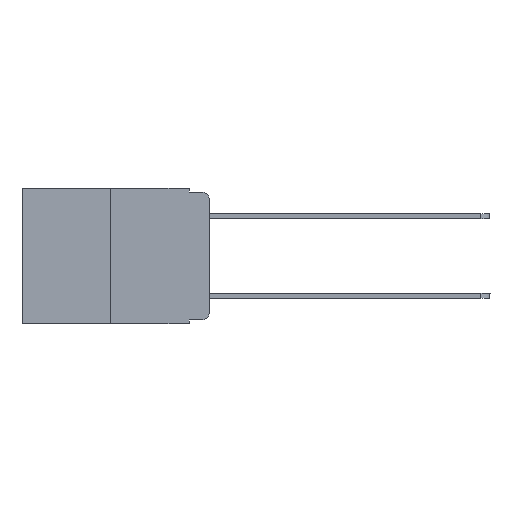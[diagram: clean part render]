
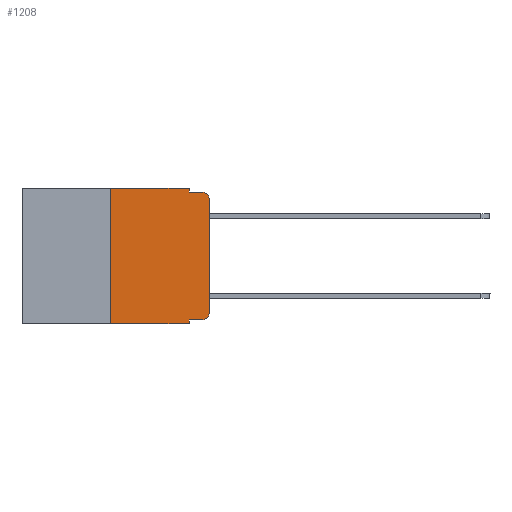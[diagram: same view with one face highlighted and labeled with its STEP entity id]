
A CAD part, left-side view. The second image highlights one B-rep face of the part: STEP entity #1208.
In plain terms, the highlighted planar face has unit normal (-1, 0, 0).
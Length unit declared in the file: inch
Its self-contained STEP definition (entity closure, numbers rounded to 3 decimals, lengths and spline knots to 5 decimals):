
#189 = DIRECTION ( 'NONE',  ( 0., 0., 1. ) ) ;
#673 = EDGE_CURVE ( 'NONE', #13807, #10128, #5447, .T. ) ;
#740 = VECTOR ( 'NONE', #9978, 39.37008 ) ;
#795 = LINE ( 'NONE', #941, #9290 ) ;
#941 = CARTESIAN_POINT ( 'NONE',  ( 0., 0.051, 0. ) ) ;
#964 = CARTESIAN_POINT ( 'NONE',  ( 0., 0.473, 0. ) ) ;
#1036 = DIRECTION ( 'NONE',  ( 1., 0., 0. ) ) ;
#1208 = ADVANCED_FACE ( 'NONE', ( #12534 ), #9252, .F. ) ;
#1281 = DIRECTION ( 'NONE',  ( 0., 0., -1. ) ) ;
#1512 = DIRECTION ( 'NONE',  ( 0., 0., -1. ) ) ;
#1776 = VERTEX_POINT ( 'NONE', #3671 ) ;
#1787 = EDGE_CURVE ( 'NONE', #4876, #2103, #3423, .T. ) ;
#1793 = EDGE_CURVE ( 'NONE', #13884, #4876, #6140, .T. ) ;
#1898 = DIRECTION ( 'NONE',  ( 0., 0., -1. ) ) ;
#1948 = VERTEX_POINT ( 'NONE', #4483 ) ;
#2103 = VERTEX_POINT ( 'NONE', #8162 ) ;
#2104 = LINE ( 'NONE', #10127, #11592 ) ;
#2421 = AXIS2_PLACEMENT_3D ( 'NONE', #964, #1036, #11274 ) ;
#2733 = VECTOR ( 'NONE', #12284, 39.37008 ) ;
#2768 = ORIENTED_EDGE ( 'NONE', *, *, #3476, .T. ) ;
#2888 = EDGE_CURVE ( 'NONE', #9505, #11657, #11630, .T. ) ;
#3216 = ORIENTED_EDGE ( 'NONE', *, *, #3532, .T. ) ;
#3423 = CIRCLE ( 'NONE', #5346, 0.02 ) ;
#3476 = EDGE_CURVE ( 'NONE', #9505, #4324, #2104, .T. ) ;
#3532 = EDGE_CURVE ( 'NONE', #2103, #1776, #6816, .T. ) ;
#3671 = CARTESIAN_POINT ( 'NONE',  ( 0., 0., -0.03 ) ) ;
#3963 = CARTESIAN_POINT ( 'NONE',  ( 0., 0.25, 0. ) ) ;
#4324 = VERTEX_POINT ( 'NONE', #9169 ) ;
#4483 = CARTESIAN_POINT ( 'NONE',  ( 0., 0.02, -0.01 ) ) ;
#4618 = EDGE_CURVE ( 'NONE', #10128, #1948, #8554, .T. ) ;
#4801 = DIRECTION ( 'NONE',  ( -1., 0., 0. ) ) ;
#4851 = DIRECTION ( 'NONE',  ( -1., 0., 0. ) ) ;
#4876 = VERTEX_POINT ( 'NONE', #8237 ) ;
#4981 = DIRECTION ( 'NONE',  ( 0., -1., 0. ) ) ;
#5154 = ORIENTED_EDGE ( 'NONE', *, *, #10838, .F. ) ;
#5346 = AXIS2_PLACEMENT_3D ( 'NONE', #8401, #4801, #7198 ) ;
#5399 = CARTESIAN_POINT ( 'NONE',  ( 0., 0.051, -0.01 ) ) ;
#5447 = LINE ( 'NONE', #12485, #10032 ) ;
#5786 = ORIENTED_EDGE ( 'NONE', *, *, #1793, .T. ) ;
#5930 = CARTESIAN_POINT ( 'NONE',  ( 0., 0.25, 0. ) ) ;
#5957 = CARTESIAN_POINT ( 'NONE',  ( 0., 0.473, 0. ) ) ;
#6067 = EDGE_LOOP ( 'NONE', ( #3216, #6800, #12846, #8149, #13604, #9014, #2768, #5154, #5786, #7183 ) ) ;
#6140 = LINE ( 'NONE', #8104, #6537 ) ;
#6537 = VECTOR ( 'NONE', #10740, 39.37008 ) ;
#6800 = ORIENTED_EDGE ( 'NONE', *, *, #13259, .T. ) ;
#6816 = LINE ( 'NONE', #11386, #2733 ) ;
#7183 = ORIENTED_EDGE ( 'NONE', *, *, #1787, .T. ) ;
#7198 = DIRECTION ( 'NONE',  ( 0., 0., -1. ) ) ;
#7245 = CARTESIAN_POINT ( 'NONE',  ( 0., 0.02, -0.03 ) ) ;
#7567 = VECTOR ( 'NONE', #4981, 39.37008 ) ;
#8104 = CARTESIAN_POINT ( 'NONE',  ( 0., 0.051, -0.333 ) ) ;
#8149 = ORIENTED_EDGE ( 'NONE', *, *, #673, .F. ) ;
#8162 = CARTESIAN_POINT ( 'NONE',  ( 0., 0., -0.313 ) ) ;
#8237 = CARTESIAN_POINT ( 'NONE',  ( 0., 0.02, -0.333 ) ) ;
#8401 = CARTESIAN_POINT ( 'NONE',  ( 0., 0.02, -0.313 ) ) ;
#8554 = LINE ( 'NONE', #5399, #740 ) ;
#8832 = DIRECTION ( 'NONE',  ( 0., -1., 0. ) ) ;
#8955 = EDGE_CURVE ( 'NONE', #11657, #13807, #13057, .T. ) ;
#9014 = ORIENTED_EDGE ( 'NONE', *, *, #2888, .F. ) ;
#9169 = CARTESIAN_POINT ( 'NONE',  ( 0., 0.051, -0.343 ) ) ;
#9252 = PLANE ( 'NONE',  #2421 ) ;
#9290 = VECTOR ( 'NONE', #1898, 39.37008 ) ;
#9505 = VERTEX_POINT ( 'NONE', #9766 ) ;
#9710 = CARTESIAN_POINT ( 'NONE',  ( 0., 0.051, 0. ) ) ;
#9766 = CARTESIAN_POINT ( 'NONE',  ( 0., 0.25, -0.343 ) ) ;
#9799 = CIRCLE ( 'NONE', #12163, 0.02 ) ;
#9978 = DIRECTION ( 'NONE',  ( 0., -1., 0. ) ) ;
#10032 = VECTOR ( 'NONE', #1281, 39.37008 ) ;
#10127 = CARTESIAN_POINT ( 'NONE',  ( 0., 0.473, -0.343 ) ) ;
#10128 = VERTEX_POINT ( 'NONE', #10324 ) ;
#10324 = CARTESIAN_POINT ( 'NONE',  ( 0., 0.051, -0.01 ) ) ;
#10740 = DIRECTION ( 'NONE',  ( 0., -1., 0. ) ) ;
#10838 = EDGE_CURVE ( 'NONE', #13884, #4324, #795, .T. ) ;
#11274 = DIRECTION ( 'NONE',  ( 0., 0., -1. ) ) ;
#11282 = VECTOR ( 'NONE', #189, 39.37008 ) ;
#11386 = CARTESIAN_POINT ( 'NONE',  ( 0., 0., 0. ) ) ;
#11592 = VECTOR ( 'NONE', #8832, 39.37008 ) ;
#11630 = LINE ( 'NONE', #5930, #11282 ) ;
#11657 = VERTEX_POINT ( 'NONE', #3963 ) ;
#12163 = AXIS2_PLACEMENT_3D ( 'NONE', #7245, #4851, #1512 ) ;
#12284 = DIRECTION ( 'NONE',  ( 0., 0., 1. ) ) ;
#12485 = CARTESIAN_POINT ( 'NONE',  ( 0., 0.051, 0. ) ) ;
#12534 = FACE_OUTER_BOUND ( 'NONE', #6067, .T. ) ;
#12846 = ORIENTED_EDGE ( 'NONE', *, *, #4618, .F. ) ;
#13057 = LINE ( 'NONE', #5957, #7567 ) ;
#13259 = EDGE_CURVE ( 'NONE', #1776, #1948, #9799, .T. ) ;
#13604 = ORIENTED_EDGE ( 'NONE', *, *, #8955, .F. ) ;
#13807 = VERTEX_POINT ( 'NONE', #9710 ) ;
#13884 = VERTEX_POINT ( 'NONE', #14345 ) ;
#14345 = CARTESIAN_POINT ( 'NONE',  ( 0., 0.051, -0.333 ) ) ;
